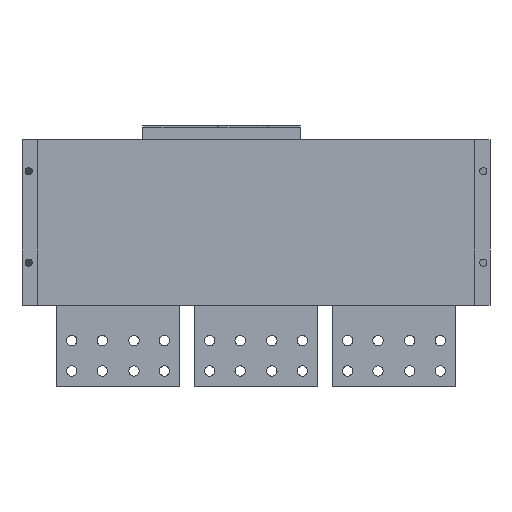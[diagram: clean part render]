
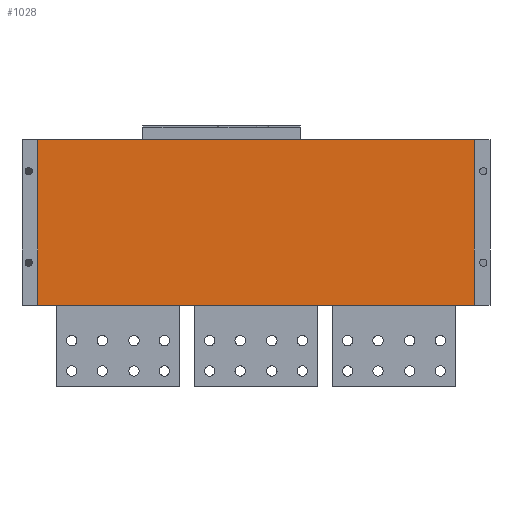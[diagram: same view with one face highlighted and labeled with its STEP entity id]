
A CAD part, front view. The second image highlights one B-rep face of the part: STEP entity #1028.
In plain terms, the highlighted planar face has unit normal (0, -1, 0).
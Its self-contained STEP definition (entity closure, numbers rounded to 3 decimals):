
#884 = AXIS2_PLACEMENT_3D ( 'NONE', #20966, #1637, #6523 ) ;
#1028 = ADVANCED_FACE ( 'NONE', ( #17698 ), #13001, .T. ) ;
#1155 = VECTOR ( 'NONE', #12674, 1000. ) ;
#1218 = CARTESIAN_POINT ( 'NONE',  ( 357.5, 0., 0. ) ) ;
#1637 = DIRECTION ( 'NONE',  ( 0., -1., 0. ) ) ;
#3020 = CARTESIAN_POINT ( 'NONE',  ( 357.5, 0., -271. ) ) ;
#3657 = VECTOR ( 'NONE', #5250, 1000. ) ;
#4497 = LINE ( 'NONE', #3020, #1155 ) ;
#4913 = EDGE_CURVE ( 'NONE', #5218, #11048, #6660, .T. ) ;
#5218 = VERTEX_POINT ( 'NONE', #6709 ) ;
#5250 = DIRECTION ( 'NONE',  ( 0., 0., 1. ) ) ;
#6523 = DIRECTION ( 'NONE',  ( 1., 0., 0. ) ) ;
#6660 = LINE ( 'NONE', #10236, #10829 ) ;
#6709 = CARTESIAN_POINT ( 'NONE',  ( -357.5, 0., -271. ) ) ;
#7690 = CARTESIAN_POINT ( 'NONE',  ( 357.5, 0., 0. ) ) ;
#7928 = VECTOR ( 'NONE', #10990, 1000. ) ;
#8089 = ORIENTED_EDGE ( 'NONE', *, *, #4913, .T. ) ;
#9269 = ORIENTED_EDGE ( 'NONE', *, *, #10014, .T. ) ;
#10014 = EDGE_CURVE ( 'NONE', #11048, #16168, #4497, .T. ) ;
#10236 = CARTESIAN_POINT ( 'NONE',  ( 357.5, 0., -271. ) ) ;
#10352 = ORIENTED_EDGE ( 'NONE', *, *, #15577, .F. ) ;
#10829 = VECTOR ( 'NONE', #18039, 1000. ) ;
#10990 = DIRECTION ( 'NONE',  ( 1., 0., 0. ) ) ;
#11048 = VERTEX_POINT ( 'NONE', #20989 ) ;
#12674 = DIRECTION ( 'NONE',  ( 0., 0., 1. ) ) ;
#12795 = EDGE_CURVE ( 'NONE', #5218, #16063, #13128, .T. ) ;
#13001 = PLANE ( 'NONE',  #884 ) ;
#13128 = LINE ( 'NONE', #16429, #3657 ) ;
#13554 = CARTESIAN_POINT ( 'NONE',  ( -357.5, 0., 0. ) ) ;
#15577 = EDGE_CURVE ( 'NONE', #16063, #16168, #19169, .T. ) ;
#15584 = ORIENTED_EDGE ( 'NONE', *, *, #12795, .F. ) ;
#16063 = VERTEX_POINT ( 'NONE', #13554 ) ;
#16168 = VERTEX_POINT ( 'NONE', #1218 ) ;
#16429 = CARTESIAN_POINT ( 'NONE',  ( -357.5, 0., -271. ) ) ;
#17698 = FACE_OUTER_BOUND ( 'NONE', #21042, .T. ) ;
#18039 = DIRECTION ( 'NONE',  ( 1., 0., 0. ) ) ;
#19169 = LINE ( 'NONE', #7690, #7928 ) ;
#20966 = CARTESIAN_POINT ( 'NONE',  ( 357.5, 0., -271. ) ) ;
#20989 = CARTESIAN_POINT ( 'NONE',  ( 357.5, 0., -271. ) ) ;
#21042 = EDGE_LOOP ( 'NONE', ( #10352, #15584, #8089, #9269 ) ) ;
